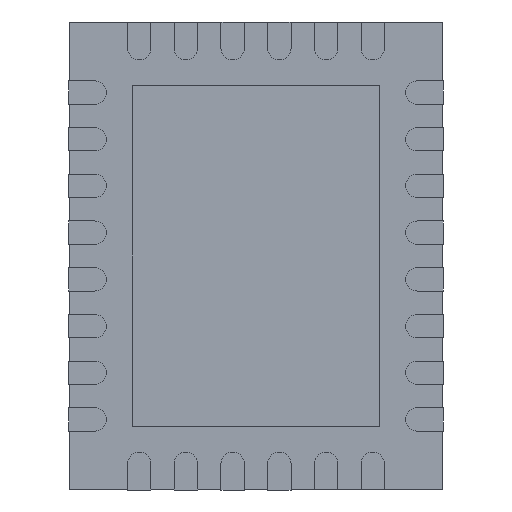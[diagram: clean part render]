
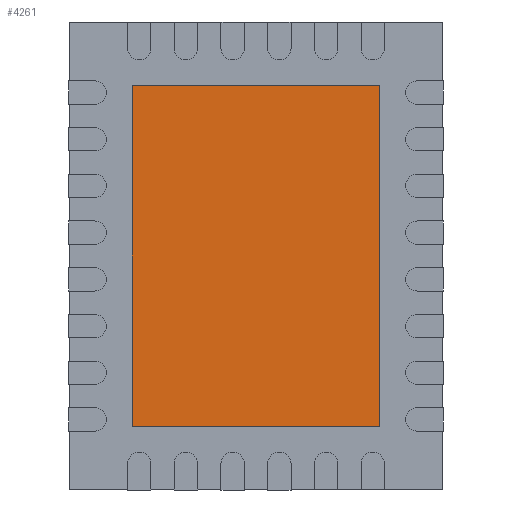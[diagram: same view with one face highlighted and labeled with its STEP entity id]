
A CAD part, front view. The second image highlights one B-rep face of the part: STEP entity #4261.
In plain terms, the highlighted planar face has unit normal (0, -1, 0).
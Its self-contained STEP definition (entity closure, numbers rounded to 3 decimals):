
#235 = EDGE_LOOP ( 'NONE', ( #9888, #1665, #2387, #2329 ) ) ;
#757 = CARTESIAN_POINT ( 'NONE',  ( 0., -0.05, 0. ) ) ;
#918 = DIRECTION ( 'NONE',  ( 1., 0., 0. ) ) ;
#963 = DIRECTION ( 'NONE',  ( 1., 0., 0. ) ) ;
#1357 = VECTOR ( 'NONE', #963, 1000. ) ;
#1665 = ORIENTED_EDGE ( 'NONE', *, *, #2637, .T. ) ;
#2029 = VECTOR ( 'NONE', #6152, 1000. ) ;
#2043 = FACE_OUTER_BOUND ( 'NONE', #235, .T. ) ;
#2181 = LINE ( 'NONE', #11734, #2029 ) ;
#2329 = ORIENTED_EDGE ( 'NONE', *, *, #11867, .F. ) ;
#2387 = ORIENTED_EDGE ( 'NONE', *, *, #3530, .F. ) ;
#2637 = EDGE_CURVE ( 'NONE', #5650, #11576, #6415, .T. ) ;
#2893 = DIRECTION ( 'NONE',  ( 0., 0., 1. ) ) ;
#3530 = EDGE_CURVE ( 'NONE', #6353, #11576, #7971, .T. ) ;
#3738 = CARTESIAN_POINT ( 'NONE',  ( 1.325, -0.05, -1.825 ) ) ;
#3809 = DIRECTION ( 'NONE',  ( 0., -1., 0. ) ) ;
#4261 = ADVANCED_FACE ( 'NONE', ( #2043 ), #9134, .T. ) ;
#4806 = CARTESIAN_POINT ( 'NONE',  ( 1.325, -0.05, 1.825 ) ) ;
#5650 = VERTEX_POINT ( 'NONE', #3738 ) ;
#6045 = CARTESIAN_POINT ( 'NONE',  ( -1.325, -0.05, -1.825 ) ) ;
#6152 = DIRECTION ( 'NONE',  ( 0., 0., 1. ) ) ;
#6199 = AXIS2_PLACEMENT_3D ( 'NONE', #757, #3809, #8519 ) ;
#6353 = VERTEX_POINT ( 'NONE', #8240 ) ;
#6415 = LINE ( 'NONE', #10293, #8167 ) ;
#6571 = CARTESIAN_POINT ( 'NONE',  ( 0., -0.05, -1.825 ) ) ;
#7235 = VECTOR ( 'NONE', #918, 1000. ) ;
#7557 = VERTEX_POINT ( 'NONE', #6045 ) ;
#7971 = LINE ( 'NONE', #9244, #1357 ) ;
#8167 = VECTOR ( 'NONE', #2893, 1000. ) ;
#8240 = CARTESIAN_POINT ( 'NONE',  ( -1.325, -0.05, 1.825 ) ) ;
#8519 = DIRECTION ( 'NONE',  ( 0., 0., -1. ) ) ;
#9134 = PLANE ( 'NONE',  #6199 ) ;
#9244 = CARTESIAN_POINT ( 'NONE',  ( 0., -0.05, 1.825 ) ) ;
#9735 = LINE ( 'NONE', #6571, #7235 ) ;
#9888 = ORIENTED_EDGE ( 'NONE', *, *, #10288, .T. ) ;
#10288 = EDGE_CURVE ( 'NONE', #7557, #5650, #9735, .T. ) ;
#10293 = CARTESIAN_POINT ( 'NONE',  ( 1.325, -0.05, 0. ) ) ;
#11576 = VERTEX_POINT ( 'NONE', #4806 ) ;
#11734 = CARTESIAN_POINT ( 'NONE',  ( -1.325, -0.05, 0. ) ) ;
#11867 = EDGE_CURVE ( 'NONE', #7557, #6353, #2181, .T. ) ;
